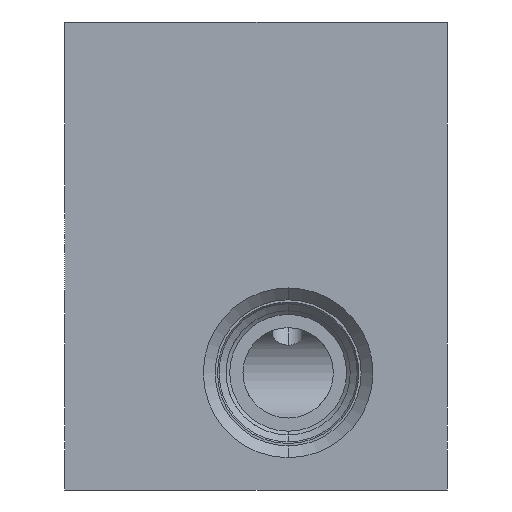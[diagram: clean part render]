
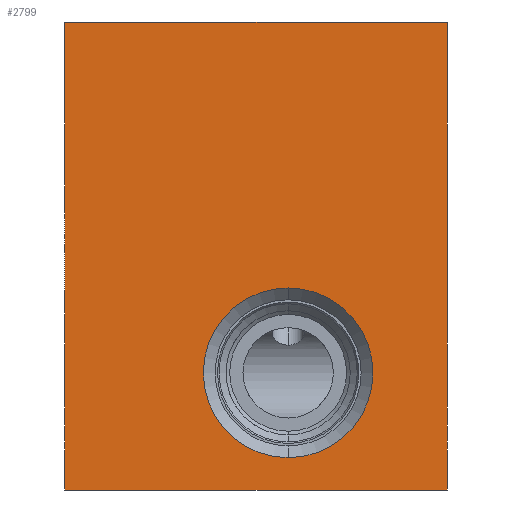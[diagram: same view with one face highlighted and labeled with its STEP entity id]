
A CAD part, left-side view. The second image highlights one B-rep face of the part: STEP entity #2799.
In plain terms, the highlighted planar face has unit normal (-1, 0, 0).
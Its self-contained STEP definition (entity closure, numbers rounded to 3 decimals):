
#116 = DIRECTION ( 'NONE',  ( 0., -1., 0. ) ) ;
#138 = VECTOR ( 'NONE', #242, 1000. ) ;
#242 = DIRECTION ( 'NONE',  ( 0., -1., 0. ) ) ;
#243 = CIRCLE ( 'NONE', #3327, 12.675 ) ;
#264 = DIRECTION ( 'NONE',  ( 0., 0., -1. ) ) ;
#307 = AXIS2_PLACEMENT_3D ( 'NONE', #3769, #2589, #2881 ) ;
#362 = CARTESIAN_POINT ( 'NONE',  ( 0., 57.2, 0. ) ) ;
#380 = LINE ( 'NONE', #2097, #138 ) ;
#467 = CARTESIAN_POINT ( 'NONE',  ( 0., 0., -69.9 ) ) ;
#487 = VECTOR ( 'NONE', #3239, 1000. ) ;
#527 = EDGE_CURVE ( 'NONE', #3875, #1603, #2545, .T. ) ;
#588 = DIRECTION ( 'NONE',  ( 0., 0., 1. ) ) ;
#610 = EDGE_LOOP ( 'NONE', ( #2740, #1865, #3444, #2824 ) ) ;
#690 = CARTESIAN_POINT ( 'NONE',  ( 0., 23.8, -65.075 ) ) ;
#798 = CARTESIAN_POINT ( 'NONE',  ( 0., 0., -69.9 ) ) ;
#938 = EDGE_CURVE ( 'NONE', #1127, #2376, #2927, .T. ) ;
#1127 = VERTEX_POINT ( 'NONE', #690 ) ;
#1176 = CARTESIAN_POINT ( 'NONE',  ( 0., 57.2, -69.9 ) ) ;
#1276 = VECTOR ( 'NONE', #588, 1000. ) ;
#1313 = EDGE_CURVE ( 'NONE', #2125, #1603, #3627, .T. ) ;
#1314 = CARTESIAN_POINT ( 'NONE',  ( 0., 0., 0. ) ) ;
#1521 = FACE_OUTER_BOUND ( 'NONE', #610, .T. ) ;
#1603 = VERTEX_POINT ( 'NONE', #3905 ) ;
#1621 = DIRECTION ( 'NONE',  ( 0., 0., 1. ) ) ;
#1642 = EDGE_CURVE ( 'NONE', #2376, #1127, #243, .T. ) ;
#1865 = ORIENTED_EDGE ( 'NONE', *, *, #3804, .F. ) ;
#1944 = DIRECTION ( 'NONE',  ( -1., 0., 0. ) ) ;
#2057 = FACE_BOUND ( 'NONE', #2207, .T. ) ;
#2097 = CARTESIAN_POINT ( 'NONE',  ( 0., 0., -69.9 ) ) ;
#2125 = VERTEX_POINT ( 'NONE', #362 ) ;
#2207 = EDGE_LOOP ( 'NONE', ( #2494, #2870 ) ) ;
#2376 = VERTEX_POINT ( 'NONE', #2614 ) ;
#2401 = CARTESIAN_POINT ( 'NONE',  ( 0., 0., -69.9 ) ) ;
#2494 = ORIENTED_EDGE ( 'NONE', *, *, #1642, .T. ) ;
#2545 = LINE ( 'NONE', #798, #1276 ) ;
#2589 = DIRECTION ( 'NONE',  ( 1., 0., 0. ) ) ;
#2614 = CARTESIAN_POINT ( 'NONE',  ( 0., 23.8, -39.725 ) ) ;
#2740 = ORIENTED_EDGE ( 'NONE', *, *, #1313, .F. ) ;
#2799 = ADVANCED_FACE ( 'NONE', ( #2057, #1521 ), #3155, .T. ) ;
#2824 = ORIENTED_EDGE ( 'NONE', *, *, #527, .T. ) ;
#2870 = ORIENTED_EDGE ( 'NONE', *, *, #938, .T. ) ;
#2881 = DIRECTION ( 'NONE',  ( 0., 0., -1. ) ) ;
#2884 = LINE ( 'NONE', #1176, #487 ) ;
#2927 = CIRCLE ( 'NONE', #307, 12.675 ) ;
#2966 = DIRECTION ( 'NONE',  ( 1., 0., 0. ) ) ;
#3016 = CARTESIAN_POINT ( 'NONE',  ( 0., 23.8, -52.4 ) ) ;
#3155 = PLANE ( 'NONE',  #3628 ) ;
#3239 = DIRECTION ( 'NONE',  ( 0., 0., 1. ) ) ;
#3263 = VECTOR ( 'NONE', #116, 1000. ) ;
#3315 = VERTEX_POINT ( 'NONE', #3653 ) ;
#3327 = AXIS2_PLACEMENT_3D ( 'NONE', #3016, #2966, #264 ) ;
#3444 = ORIENTED_EDGE ( 'NONE', *, *, #3812, .T. ) ;
#3627 = LINE ( 'NONE', #1314, #3263 ) ;
#3628 = AXIS2_PLACEMENT_3D ( 'NONE', #467, #1944, #1621 ) ;
#3653 = CARTESIAN_POINT ( 'NONE',  ( 0., 57.2, -69.9 ) ) ;
#3769 = CARTESIAN_POINT ( 'NONE',  ( 0., 23.8, -52.4 ) ) ;
#3804 = EDGE_CURVE ( 'NONE', #3315, #2125, #2884, .T. ) ;
#3812 = EDGE_CURVE ( 'NONE', #3315, #3875, #380, .T. ) ;
#3875 = VERTEX_POINT ( 'NONE', #2401 ) ;
#3905 = CARTESIAN_POINT ( 'NONE',  ( 0., 0., 0. ) ) ;
